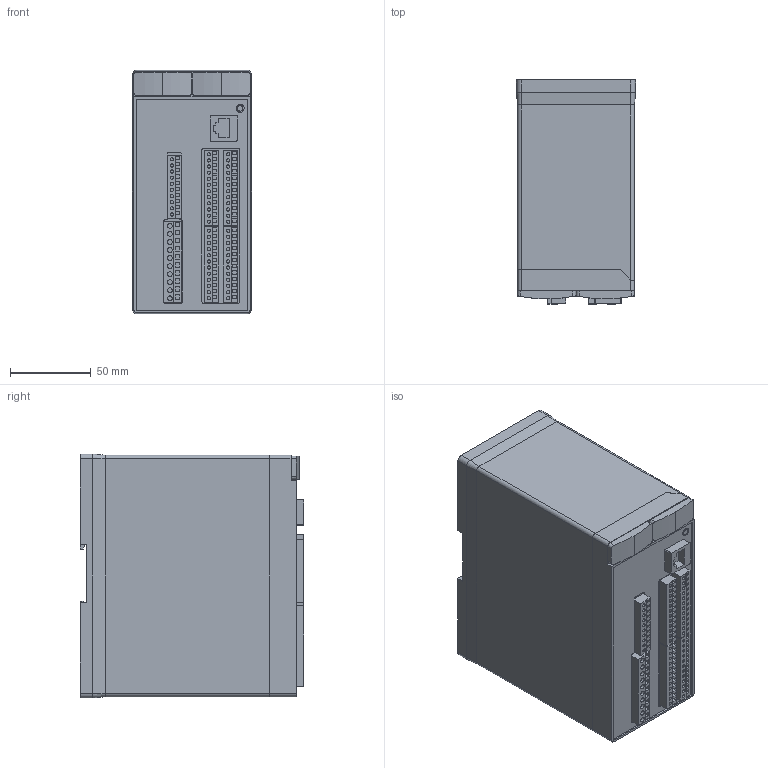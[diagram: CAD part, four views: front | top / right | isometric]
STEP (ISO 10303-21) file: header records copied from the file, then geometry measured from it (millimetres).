
FILE_DESCRIPTION(('starvars output'),'2;1');
FILE_NAME('XPSMC32Z_3D.stp','10:36:37 2020/04/01',( 'Thomas Industrial Network Germany GmbH'),( 'Thomas Industrial Network Germany GmbH'),'unknown preprocess','ACIS' ,'unknown authorization');
FILE_SCHEMA(('CONFIG_CONTROL_DESIGN {UNKNOWN IMPLEMENTATION LEVEL}'));
Length unit declared in the file: millimetre
Products named in the file (1): PRODUCT_ID_7
Bounding box: 74 x 139 x 151.5 mm (x, y, z)
Volume: 1455290.4 mm3; surface area: 95125.7 mm2
Topology: 1 solids, 1 shells, 720 faces, 1686 edges, 1118 vertices
Faces by surface type: plane 538, cylinder 178, cone 4
Entity records: 18739 total; most frequent: ORIENTED_EDGE 3372, CARTESIAN_POINT 3221, DIRECTION 2735, EDGE_CURVE 1686, VECTOR 1311, LINE 1311, VERTEX_POINT 1118, EDGE_LOOP 870
